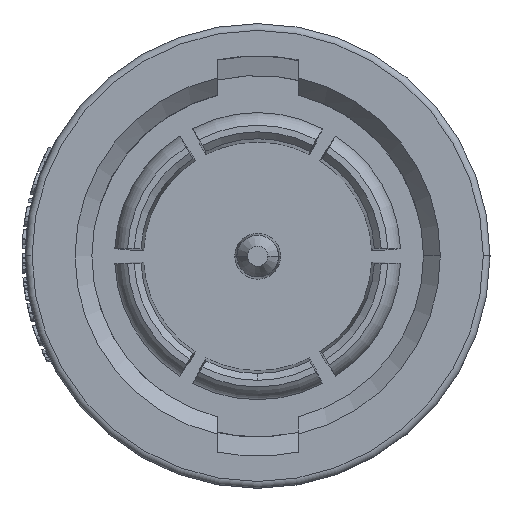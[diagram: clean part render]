
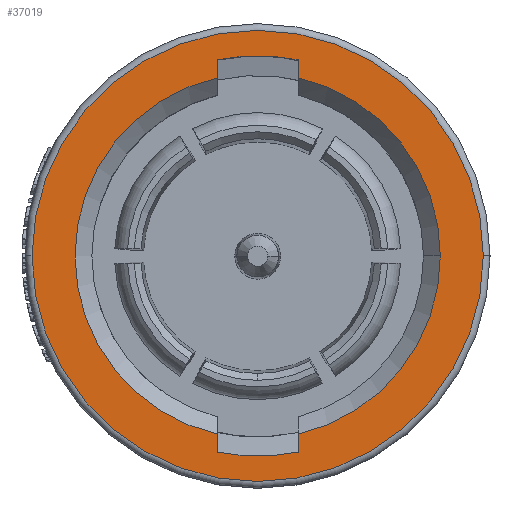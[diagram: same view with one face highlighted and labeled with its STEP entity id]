
A CAD part, top view. The second image highlights one B-rep face of the part: STEP entity #37019.
In plain terms, the highlighted planar face has unit normal (0, 0, 1).
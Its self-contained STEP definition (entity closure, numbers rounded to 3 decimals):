
#556 = DIRECTION ( 'NONE',  ( 0., 1., 0. ) ) ;
#1504 = DIRECTION ( 'NONE',  ( 1., 0., 0. ) ) ;
#1542 = ORIENTED_EDGE ( 'NONE', *, *, #46043, .T. ) ;
#1951 = LINE ( 'NONE', #4148, #10702 ) ;
#2176 = FACE_OUTER_BOUND ( 'NONE', #19855, .T. ) ;
#2184 = CARTESIAN_POINT ( 'NONE',  ( 0., 0., 2.315 ) ) ;
#2736 = AXIS2_PLACEMENT_3D ( 'NONE', #3271, #29429, #7038 ) ;
#2811 = CIRCLE ( 'NONE', #4544, 5.425 ) ;
#2976 = CARTESIAN_POINT ( 'NONE',  ( -1.2, 4.777, 2.315 ) ) ;
#3271 = CARTESIAN_POINT ( 'NONE',  ( 0., 0., 2.315 ) ) ;
#3749 = CARTESIAN_POINT ( 'NONE',  ( -1.2, 5.291, 2.315 ) ) ;
#4040 = ORIENTED_EDGE ( 'NONE', *, *, #24707, .F. ) ;
#4148 = CARTESIAN_POINT ( 'NONE',  ( 1.2, 4.777, 2.315 ) ) ;
#4544 = AXIS2_PLACEMENT_3D ( 'NONE', #44018, #21633, #47753 ) ;
#5934 = DIRECTION ( 'NONE',  ( 1., 0., 0. ) ) ;
#6580 = ORIENTED_EDGE ( 'NONE', *, *, #31716, .F. ) ;
#7038 = DIRECTION ( 'NONE',  ( -1., 0., 0. ) ) ;
#7744 = CARTESIAN_POINT ( 'NONE',  ( 1.2, -4.777, 2.315 ) ) ;
#7749 = EDGE_CURVE ( 'NONE', #19092, #39776, #1951, .T. ) ;
#8497 = AXIS2_PLACEMENT_3D ( 'NONE', #2184, #28312, #5934 ) ;
#8526 = AXIS2_PLACEMENT_3D ( 'NONE', #46233, #23862, #1504 ) ;
#8597 = DIRECTION ( 'NONE',  ( 0., -1., 0. ) ) ;
#9032 = EDGE_CURVE ( 'NONE', #39116, #24945, #20368, .T. ) ;
#9984 = AXIS2_PLACEMENT_3D ( 'NONE', #35074, #12662, #38807 ) ;
#10601 = PLANE ( 'NONE',  #2736 ) ;
#10702 = VECTOR ( 'NONE', #556, 1000. ) ;
#10910 = FACE_BOUND ( 'NONE', #33432, .T. ) ;
#11567 = CIRCLE ( 'NONE', #8497, 5.425 ) ;
#11742 = CARTESIAN_POINT ( 'NONE',  ( 1.2, 5.291, 2.315 ) ) ;
#12662 = DIRECTION ( 'NONE',  ( 0., 0., 1. ) ) ;
#13312 = DIRECTION ( 'NONE',  ( 0., 0., 1. ) ) ;
#13611 = DIRECTION ( 'NONE',  ( 0., 0., 1. ) ) ;
#14624 = LINE ( 'NONE', #2976, #42087 ) ;
#15642 = CIRCLE ( 'NONE', #31035, 6.7 ) ;
#15807 = ORIENTED_EDGE ( 'NONE', *, *, #7749, .F. ) ;
#16960 = EDGE_CURVE ( 'NONE', #39776, #19366, #30982, .T. ) ;
#17493 = CARTESIAN_POINT ( 'NONE',  ( 0., 0., 2.315 ) ) ;
#17625 = CARTESIAN_POINT ( 'NONE',  ( 1.2, 5.828, 2.315 ) ) ;
#19092 = VERTEX_POINT ( 'NONE', #11742 ) ;
#19358 = VERTEX_POINT ( 'NONE', #25646 ) ;
#19366 = VERTEX_POINT ( 'NONE', #47808 ) ;
#19855 = EDGE_LOOP ( 'NONE', ( #1542, #42230 ) ) ;
#20292 = CARTESIAN_POINT ( 'NONE',  ( 6.7, 0., 2.315 ) ) ;
#20368 = CIRCLE ( 'NONE', #9984, 6.7 ) ;
#21247 = DIRECTION ( 'NONE',  ( -1., 0., 0. ) ) ;
#21633 = DIRECTION ( 'NONE',  ( 0., 0., 1. ) ) ;
#22962 = CIRCLE ( 'NONE', #24919, 5.425 ) ;
#23573 = VECTOR ( 'NONE', #33856, 1000. ) ;
#23862 = DIRECTION ( 'NONE',  ( 0., 0., 1. ) ) ;
#24232 = CIRCLE ( 'NONE', #8526, 5.95 ) ;
#24707 = EDGE_CURVE ( 'NONE', #43058, #37782, #24232, .T. ) ;
#24919 = AXIS2_PLACEMENT_3D ( 'NONE', #35748, #13312, #39488 ) ;
#24945 = VERTEX_POINT ( 'NONE', #37735 ) ;
#25646 = CARTESIAN_POINT ( 'NONE',  ( 1.2, -5.291, 2.315 ) ) ;
#26855 = VERTEX_POINT ( 'NONE', #3749 ) ;
#27209 = ORIENTED_EDGE ( 'NONE', *, *, #31558, .F. ) ;
#27961 = VECTOR ( 'NONE', #8597, 1000. ) ;
#28312 = DIRECTION ( 'NONE',  ( 0., 0., 1. ) ) ;
#28432 = CARTESIAN_POINT ( 'NONE',  ( 5.425, 0., 2.315 ) ) ;
#29116 = DIRECTION ( 'NONE',  ( 0., -1., 0. ) ) ;
#29355 = ORIENTED_EDGE ( 'NONE', *, *, #30854, .F. ) ;
#29429 = DIRECTION ( 'NONE',  ( 0., 0., -1. ) ) ;
#29494 = CARTESIAN_POINT ( 'NONE',  ( -1.2, -5.291, 2.315 ) ) ;
#30854 = EDGE_CURVE ( 'NONE', #19366, #26855, #14624, .T. ) ;
#30982 = CIRCLE ( 'NONE', #46037, 5.95 ) ;
#31035 = AXIS2_PLACEMENT_3D ( 'NONE', #17493, #43636, #21247 ) ;
#31558 = EDGE_CURVE ( 'NONE', #37951, #43058, #47798, .T. ) ;
#31716 = EDGE_CURVE ( 'NONE', #19358, #34300, #2811, .T. ) ;
#33432 = EDGE_LOOP ( 'NONE', ( #42957, #15807, #41951, #6580, #37645, #4040, #27209, #35027, #29355 ) ) ;
#33856 = DIRECTION ( 'NONE',  ( 0., 1., 0. ) ) ;
#34300 = VERTEX_POINT ( 'NONE', #28432 ) ;
#34731 = CARTESIAN_POINT ( 'NONE',  ( -1.2, -4.777, 2.315 ) ) ;
#35027 = ORIENTED_EDGE ( 'NONE', *, *, #46016, .F. ) ;
#35074 = CARTESIAN_POINT ( 'NONE',  ( 0., 0., 2.315 ) ) ;
#35748 = CARTESIAN_POINT ( 'NONE',  ( 0., 0., 2.315 ) ) ;
#36046 = CARTESIAN_POINT ( 'NONE',  ( 0., 0., 2.315 ) ) ;
#37019 = ADVANCED_FACE ( 'NONE', ( #2176, #10910 ), #10601, .F. ) ;
#37162 = CARTESIAN_POINT ( 'NONE',  ( -1.2, -5.828, 2.315 ) ) ;
#37645 = ORIENTED_EDGE ( 'NONE', *, *, #40949, .F. ) ;
#37735 = CARTESIAN_POINT ( 'NONE',  ( -6.7, 0., 2.315 ) ) ;
#37782 = VERTEX_POINT ( 'NONE', #47066 ) ;
#37951 = VERTEX_POINT ( 'NONE', #29494 ) ;
#38807 = DIRECTION ( 'NONE',  ( -1., 0., 0. ) ) ;
#39116 = VERTEX_POINT ( 'NONE', #20292 ) ;
#39488 = DIRECTION ( 'NONE',  ( 1., 0., 0. ) ) ;
#39776 = VERTEX_POINT ( 'NONE', #17625 ) ;
#39800 = DIRECTION ( 'NONE',  ( -1., 0., 0. ) ) ;
#40949 = EDGE_CURVE ( 'NONE', #37782, #19358, #43444, .T. ) ;
#41951 = ORIENTED_EDGE ( 'NONE', *, *, #47801, .F. ) ;
#42087 = VECTOR ( 'NONE', #29116, 1000. ) ;
#42230 = ORIENTED_EDGE ( 'NONE', *, *, #9032, .T. ) ;
#42957 = ORIENTED_EDGE ( 'NONE', *, *, #16960, .F. ) ;
#43058 = VERTEX_POINT ( 'NONE', #37162 ) ;
#43444 = LINE ( 'NONE', #7744, #23573 ) ;
#43636 = DIRECTION ( 'NONE',  ( 0., 0., 1. ) ) ;
#44018 = CARTESIAN_POINT ( 'NONE',  ( 0., 0., 2.315 ) ) ;
#46016 = EDGE_CURVE ( 'NONE', #26855, #37951, #11567, .T. ) ;
#46037 = AXIS2_PLACEMENT_3D ( 'NONE', #36046, #13611, #39800 ) ;
#46043 = EDGE_CURVE ( 'NONE', #24945, #39116, #15642, .T. ) ;
#46233 = CARTESIAN_POINT ( 'NONE',  ( 0., 0., 2.315 ) ) ;
#47066 = CARTESIAN_POINT ( 'NONE',  ( 1.2, -5.828, 2.315 ) ) ;
#47753 = DIRECTION ( 'NONE',  ( 1., 0., 0. ) ) ;
#47798 = LINE ( 'NONE', #34731, #27961 ) ;
#47801 = EDGE_CURVE ( 'NONE', #34300, #19092, #22962, .T. ) ;
#47808 = CARTESIAN_POINT ( 'NONE',  ( -1.2, 5.828, 2.315 ) ) ;
